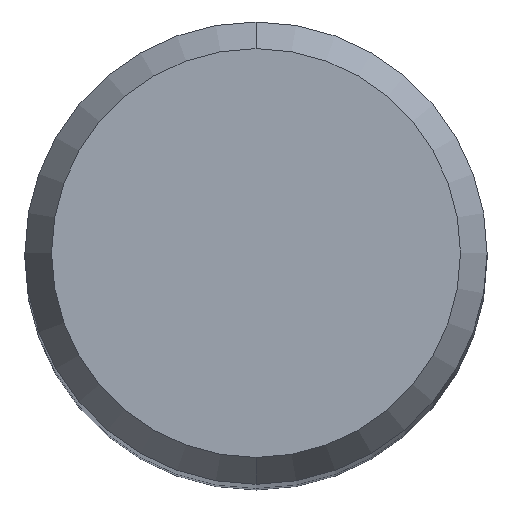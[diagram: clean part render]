
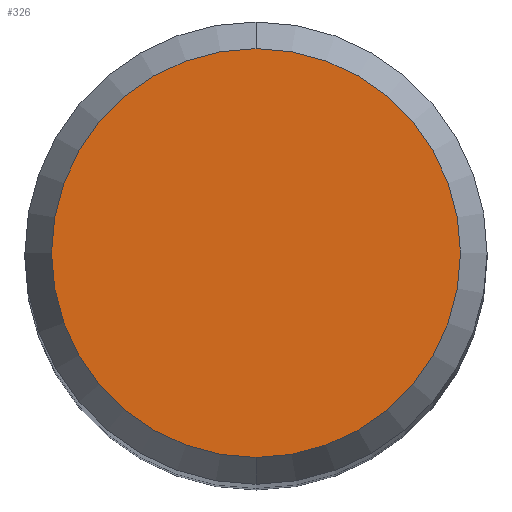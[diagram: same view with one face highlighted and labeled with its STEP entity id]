
A CAD part, top view. The second image highlights one B-rep face of the part: STEP entity #326.
In plain terms, the highlighted planar face has unit normal (0, 0, 1).
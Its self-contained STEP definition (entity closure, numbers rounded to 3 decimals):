
#210=EDGE_CURVE('',#366,#224,#467,.T.);
#224=VERTEX_POINT('',#484);
#326=ADVANCED_FACE('',(#591),#592,.T.);
#336=EDGE_CURVE('',#224,#366,#602,.T.);
#366=VERTEX_POINT('',#637);
#467=CIRCLE('',#867,4.423);
#484=CARTESIAN_POINT('',(0.0,4.423,0.0));
#591=FACE_OUTER_BOUND('',#1126,.T.);
#592=PLANE('',#1127);
#602=CIRCLE('',#1140,4.423);
#637=CARTESIAN_POINT('',(0.,-4.423,0.0));
#867=AXIS2_PLACEMENT_3D('',#1324,#1325,#1326);
#1126=EDGE_LOOP('',(#1438,#1439));
#1127=AXIS2_PLACEMENT_3D('',#1440,#1441,#1442);
#1140=AXIS2_PLACEMENT_3D('',#1448,#1449,#1450);
#1324=CARTESIAN_POINT('',(0.0,0.0,0.0));
#1325=DIRECTION('',(0.0,0.0,-1.0));
#1326=DIRECTION('',(0.0,1.0,0.0));
#1438=ORIENTED_EDGE('',*,*,#336,.F.);
#1439=ORIENTED_EDGE('',*,*,#210,.F.);
#1440=CARTESIAN_POINT('',(0.0,2.211,0.0));
#1441=DIRECTION('',(-0.0,0.0,1.0));
#1442=DIRECTION('',(0.0,-1.0,0.0));
#1448=CARTESIAN_POINT('',(0.0,0.0,0.0));
#1449=DIRECTION('',(0.0,0.0,-1.0));
#1450=DIRECTION('',(0.0,1.0,0.0));
